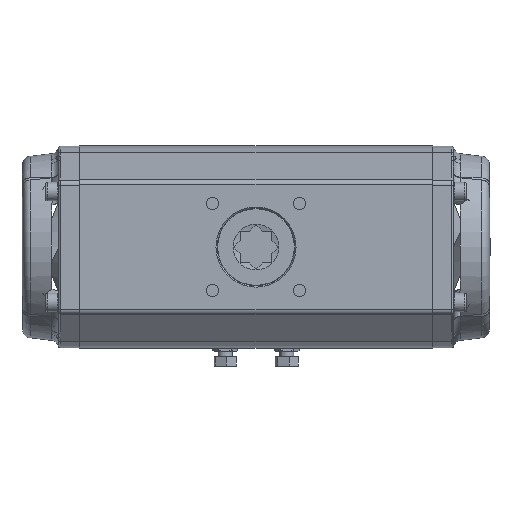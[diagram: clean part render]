
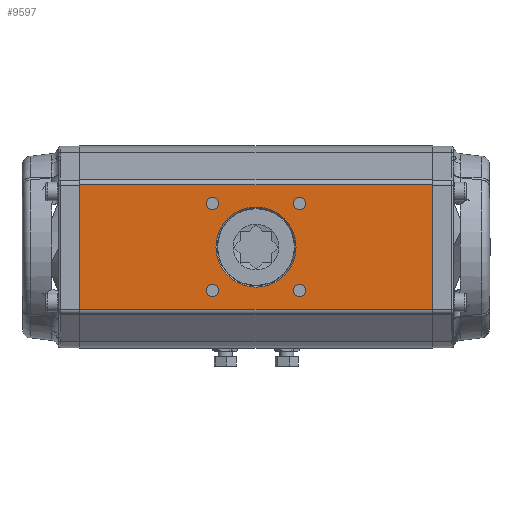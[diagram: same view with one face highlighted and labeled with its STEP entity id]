
A CAD part, front view. The second image highlights one B-rep face of the part: STEP entity #9597.
In plain terms, the highlighted planar face has unit normal (0, -1, 0).
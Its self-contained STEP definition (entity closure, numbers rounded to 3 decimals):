
#1058=CIRCLE('',#10810,45.5);
#1060=CIRCLE('',#10813,7.);
#1062=CIRCLE('',#10816,7.);
#1064=CIRCLE('',#10819,7.);
#1066=CIRCLE('',#10822,7.);
#3368=ORIENTED_EDGE('',*,*,#5018,.F.);
#3369=ORIENTED_EDGE('',*,*,#5037,.T.);
#3370=ORIENTED_EDGE('',*,*,#5006,.T.);
#3371=ORIENTED_EDGE('',*,*,#5038,.T.);
#3372=ORIENTED_EDGE('',*,*,#4932,.F.);
#3373=ORIENTED_EDGE('',*,*,#4930,.F.);
#3374=ORIENTED_EDGE('',*,*,#4928,.F.);
#3375=ORIENTED_EDGE('',*,*,#4926,.F.);
#3376=ORIENTED_EDGE('',*,*,#4924,.T.);
#4924=EDGE_CURVE('',#5989,#5989,#1058,.T.);
#4926=EDGE_CURVE('',#5991,#5991,#1060,.T.);
#4928=EDGE_CURVE('',#5993,#5993,#1062,.T.);
#4930=EDGE_CURVE('',#5995,#5995,#1064,.T.);
#4932=EDGE_CURVE('',#5997,#5997,#1066,.T.);
#5006=EDGE_CURVE('',#6072,#6071,#6708,.T.);
#5018=EDGE_CURVE('',#6082,#6083,#6711,.T.);
#5037=EDGE_CURVE('',#6082,#6072,#6718,.T.);
#5038=EDGE_CURVE('',#6071,#6083,#6719,.T.);
#5989=VERTEX_POINT('',#19375);
#5991=VERTEX_POINT('',#19380);
#5993=VERTEX_POINT('',#19385);
#5995=VERTEX_POINT('',#19390);
#5997=VERTEX_POINT('',#19395);
#6071=VERTEX_POINT('',#19762);
#6072=VERTEX_POINT('',#19764);
#6082=VERTEX_POINT('',#19786);
#6083=VERTEX_POINT('',#19788);
#6708=LINE('',#19763,#7319);
#6711=LINE('',#19787,#7322);
#6718=LINE('',#19824,#7329);
#6719=LINE('',#19825,#7330);
#7319=VECTOR('',#13384,1000.);
#7322=VECTOR('',#13407,1000.);
#7329=VECTOR('',#13440,1000.);
#7330=VECTOR('',#13441,1000.);
#8045=EDGE_LOOP('',(#3368,#3369,#3370,#3371));
#8046=EDGE_LOOP('',(#3372));
#8047=EDGE_LOOP('',(#3373));
#8048=EDGE_LOOP('',(#3374));
#8049=EDGE_LOOP('',(#3375));
#8050=EDGE_LOOP('',(#3376));
#8745=FACE_BOUND('',#8045,.T.);
#8746=FACE_BOUND('',#8046,.T.);
#8747=FACE_BOUND('',#8047,.T.);
#8748=FACE_BOUND('',#8048,.T.);
#8749=FACE_BOUND('',#8049,.T.);
#8750=FACE_BOUND('',#8050,.T.);
#9065=PLANE('',#10898);
#9597=ADVANCED_FACE('',(#8745,#8746,#8747,#8748,#8749,#8750),#9065,.F.);
#10810=AXIS2_PLACEMENT_3D('',#19374,#13222,#13223);
#10813=AXIS2_PLACEMENT_3D('',#19379,#13228,#13229);
#10816=AXIS2_PLACEMENT_3D('',#19384,#13234,#13235);
#10819=AXIS2_PLACEMENT_3D('',#19389,#13240,#13241);
#10822=AXIS2_PLACEMENT_3D('',#19394,#13246,#13247);
#10898=AXIS2_PLACEMENT_3D('',#19823,#13438,#13439);
#13222=DIRECTION('',(0.,1.,0.));
#13223=DIRECTION('',(0.,0.,1.));
#13228=DIRECTION('',(0.,-1.,0.));
#13229=DIRECTION('',(0.,0.,-1.));
#13234=DIRECTION('',(0.,-1.,0.));
#13235=DIRECTION('',(0.,0.,-1.));
#13240=DIRECTION('',(0.,-1.,0.));
#13241=DIRECTION('',(0.,0.,-1.));
#13246=DIRECTION('',(0.,-1.,0.));
#13247=DIRECTION('',(0.,0.,-1.));
#13384=DIRECTION('',(0.,0.,-1.));
#13407=DIRECTION('',(0.,0.,-1.));
#13438=DIRECTION('',(0.,1.,0.));
#13439=DIRECTION('',(0.,0.,1.));
#13440=DIRECTION('',(-1.,0.,0.));
#13441=DIRECTION('',(1.,0.,0.));
#19374=CARTESIAN_POINT('',(-81.458,-104.494,366.));
#19375=CARTESIAN_POINT('',(-81.458,-104.494,411.5));
#19379=CARTESIAN_POINT('',(-130.955,-104.494,415.497));
#19380=CARTESIAN_POINT('',(-130.955,-104.494,408.497));
#19384=CARTESIAN_POINT('',(-31.96,-104.494,316.503));
#19385=CARTESIAN_POINT('',(-31.96,-104.494,309.503));
#19389=CARTESIAN_POINT('',(-31.96,-104.494,415.497));
#19390=CARTESIAN_POINT('',(-31.96,-104.494,408.497));
#19394=CARTESIAN_POINT('',(-130.955,-104.494,316.503));
#19395=CARTESIAN_POINT('',(-130.955,-104.494,309.503));
#19762=CARTESIAN_POINT('',(-281.458,-104.494,295.158));
#19763=CARTESIAN_POINT('',(-281.458,-104.494,465.));
#19764=CARTESIAN_POINT('',(-281.458,-104.494,436.842));
#19786=CARTESIAN_POINT('',(118.542,-104.494,436.842));
#19787=CARTESIAN_POINT('',(118.542,-104.494,465.));
#19788=CARTESIAN_POINT('',(118.542,-104.494,295.158));
#19823=CARTESIAN_POINT('',(118.542,-104.494,465.));
#19824=CARTESIAN_POINT('',(118.542,-104.494,436.842));
#19825=CARTESIAN_POINT('',(118.542,-104.494,295.158));
